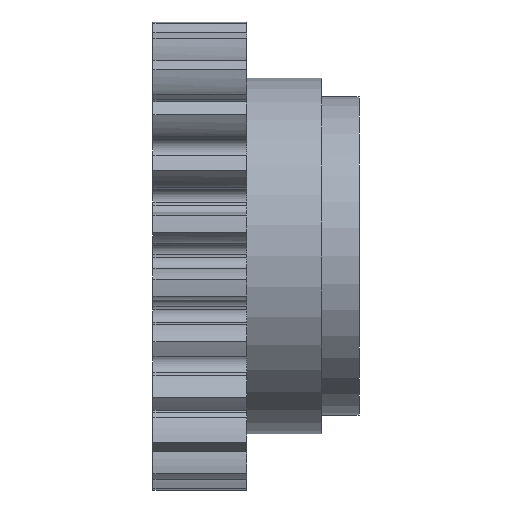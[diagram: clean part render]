
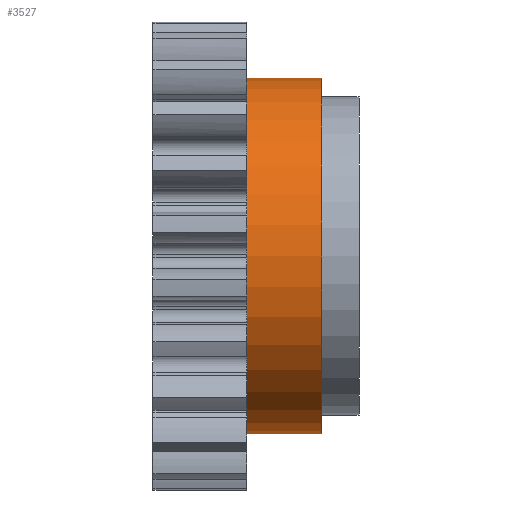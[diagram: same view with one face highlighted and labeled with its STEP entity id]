
A CAD part, front view. The second image highlights one B-rep face of the part: STEP entity #3527.
In plain terms, the highlighted cylindrical face has radius 9.5 mm (diameter 19 mm), a full revolution.
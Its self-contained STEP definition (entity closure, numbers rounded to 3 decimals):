
#224=CYLINDRICAL_SURFACE('',#3730,9.5);
#322=FACE_OUTER_BOUND('',#516,.T.);
#516=EDGE_LOOP('',(#2407,#2408,#2409,#2410));
#709=LINE('',#5061,#989);
#989=VECTOR('',#4096,9.5);
#1271=CIRCLE('',#3731,9.5);
#1272=CIRCLE('',#3732,9.5);
#1462=VERTEX_POINT('',#5058);
#1463=VERTEX_POINT('',#5060);
#1839=EDGE_CURVE('',#1462,#1462,#1271,.T.);
#1840=EDGE_CURVE('',#1462,#1463,#709,.T.);
#1841=EDGE_CURVE('',#1463,#1463,#1272,.T.);
#2407=ORIENTED_EDGE('',*,*,#1839,.F.);
#2408=ORIENTED_EDGE('',*,*,#1840,.T.);
#2409=ORIENTED_EDGE('',*,*,#1841,.F.);
#2410=ORIENTED_EDGE('',*,*,#1840,.F.);
#3527=ADVANCED_FACE('',(#322),#224,.T.);
#3730=AXIS2_PLACEMENT_3D('',#5057,#4092,#4093);
#3731=AXIS2_PLACEMENT_3D('',#5059,#4094,#4095);
#3732=AXIS2_PLACEMENT_3D('',#5062,#4097,#4098);
#4092=DIRECTION('center_axis',(0.,0.,1.));
#4093=DIRECTION('ref_axis',(-1.,0.,0.));
#4094=DIRECTION('center_axis',(0.,0.,1.));
#4095=DIRECTION('ref_axis',(-1.,0.,0.));
#4096=DIRECTION('',(0.,0.,-1.));
#4097=DIRECTION('center_axis',(0.,0.,-1.));
#4098=DIRECTION('ref_axis',(-1.,0.,0.));
#5057=CARTESIAN_POINT('Origin',(0.,0.,5.));
#5058=CARTESIAN_POINT('',(9.5,0.,9.));
#5059=CARTESIAN_POINT('Origin',(0.,0.,9.));
#5060=CARTESIAN_POINT('',(9.5,0.,5.));
#5061=CARTESIAN_POINT('',(9.5,0.,5.));
#5062=CARTESIAN_POINT('Origin',(0.,0.,5.));
